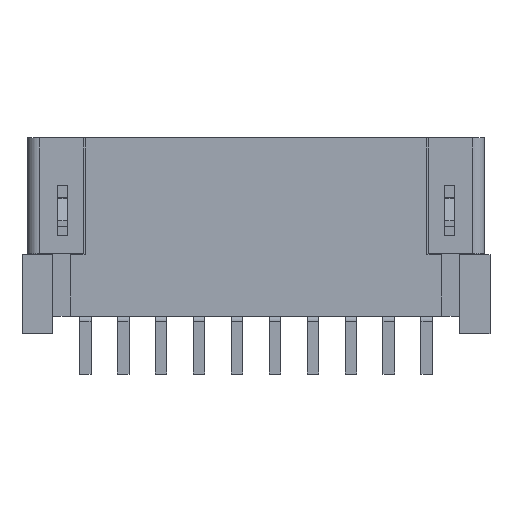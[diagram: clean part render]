
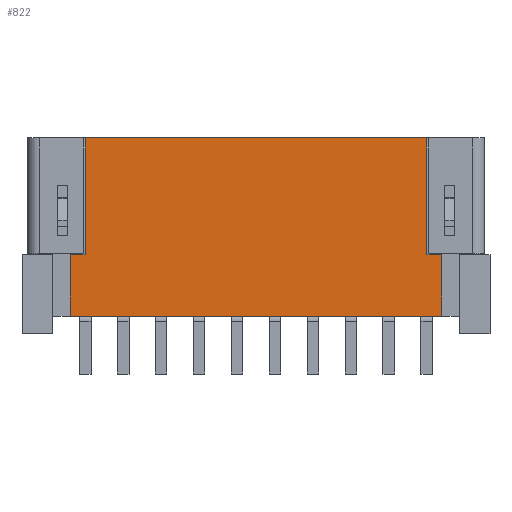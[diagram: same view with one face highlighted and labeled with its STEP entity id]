
A CAD part, top view. The second image highlights one B-rep face of the part: STEP entity #822.
In plain terms, the highlighted planar face has unit normal (0, 0, 1).
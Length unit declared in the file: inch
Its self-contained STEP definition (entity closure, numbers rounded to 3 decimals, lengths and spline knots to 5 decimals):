
#822 = ADVANCED_FACE( '', ( #2179 ), #2180, .F. );
#2179 = FACE_OUTER_BOUND( '', #4119, .T. );
#2180 = PLANE( '', #4120 );
#4119 = EDGE_LOOP( '', ( #6328, #6329, #6330, #6331, #6332, #6333, #6334, #6335 ) );
#4120 = AXIS2_PLACEMENT_3D( '', #6336, #6337, #6338 );
#6328 = ORIENTED_EDGE( '', *, *, #12421, .F. );
#6329 = ORIENTED_EDGE( '', *, *, #12422, .F. );
#6330 = ORIENTED_EDGE( '', *, *, #12423, .F. );
#6331 = ORIENTED_EDGE( '', *, *, #12424, .F. );
#6332 = ORIENTED_EDGE( '', *, *, #12425, .F. );
#6333 = ORIENTED_EDGE( '', *, *, #12426, .T. );
#6334 = ORIENTED_EDGE( '', *, *, #12427, .F. );
#6335 = ORIENTED_EDGE( '', *, *, #12359, .T. );
#6336 = CARTESIAN_POINT( '', ( -0.19285, 0.082, 0.0545 ) );
#6337 = DIRECTION( '', ( 0., 0., -1. ) );
#6338 = DIRECTION( '', ( -1., 0., 0. ) );
#12359 = EDGE_CURVE( '', #15029, #15026, #15030, .T. );
#12421 = EDGE_CURVE( '', #15137, #15026, #15138, .T. );
#12422 = EDGE_CURVE( '', #15139, #15137, #15140, .T. );
#12423 = EDGE_CURVE( '', #15141, #15139, #15142, .T. );
#12424 = EDGE_CURVE( '', #15143, #15141, #15144, .T. );
#12425 = EDGE_CURVE( '', #15145, #15143, #15146, .T. );
#12426 = EDGE_CURVE( '', #15145, #15147, #15148, .T. );
#12427 = EDGE_CURVE( '', #15029, #15147, #15149, .T. );
#15026 = VERTEX_POINT( '', #18923 );
#15029 = VERTEX_POINT( '', #18927 );
#15030 = LINE( '', #18928, #18929 );
#15137 = VERTEX_POINT( '', #19078 );
#15138 = LINE( '', #19079, #19080 );
#15139 = VERTEX_POINT( '', #19081 );
#15140 = LINE( '', #19082, #19083 );
#15141 = VERTEX_POINT( '', #19084 );
#15142 = LINE( '', #19085, #19086 );
#15143 = VERTEX_POINT( '', #19087 );
#15144 = LINE( '', #19088, #19089 );
#15145 = VERTEX_POINT( '', #19090 );
#15146 = LINE( '', #19091, #19092 );
#15147 = VERTEX_POINT( '', #19093 );
#15148 = LINE( '', #19094, #19095 );
#15149 = LINE( '', #19096, #19097 );
#18923 = CARTESIAN_POINT( '', ( -0.19285, 0.018, 0.0545 ) );
#18927 = CARTESIAN_POINT( '', ( -0.19285, 0.082, 0.0545 ) );
#18928 = CARTESIAN_POINT( '', ( -0.19285, 0.082, 0.0545 ) );
#18929 = VECTOR( '', #23975, 39.37008 );
#19078 = CARTESIAN_POINT( '', ( 0.19285, 0.018, 0.0545 ) );
#19079 = CARTESIAN_POINT( '', ( 0.21085, 0.018, 0.0545 ) );
#19080 = VECTOR( '', #24036, 39.37008 );
#19081 = CARTESIAN_POINT( '', ( 0.19285, 0.082, 0.0545 ) );
#19082 = CARTESIAN_POINT( '', ( 0.19285, 0.082, 0.0545 ) );
#19083 = VECTOR( '', #24037, 39.37008 );
#19084 = CARTESIAN_POINT( '', ( 0.17735, 0.082, 0.0545 ) );
#19085 = CARTESIAN_POINT( '', ( -0.19285, 0.082, 0.0545 ) );
#19086 = VECTOR( '', #24038, 39.37008 );
#19087 = CARTESIAN_POINT( '', ( 0.17735, 0.203, 0.0545 ) );
#19088 = CARTESIAN_POINT( '', ( 0.17735, 0.203, 0.0545 ) );
#19089 = VECTOR( '', #24039, 39.37008 );
#19090 = CARTESIAN_POINT( '', ( -0.17735, 0.203, 0.0545 ) );
#19091 = CARTESIAN_POINT( '', ( -0.17735, 0.203, 0.0545 ) );
#19092 = VECTOR( '', #24040, 39.37008 );
#19093 = CARTESIAN_POINT( '', ( -0.17735, 0.082, 0.0545 ) );
#19094 = CARTESIAN_POINT( '', ( -0.17735, 0.203, 0.0545 ) );
#19095 = VECTOR( '', #24041, 39.37008 );
#19096 = CARTESIAN_POINT( '', ( -0.19285, 0.082, 0.0545 ) );
#19097 = VECTOR( '', #24042, 39.37008 );
#23975 = DIRECTION( '', ( 0., -1., 0. ) );
#24036 = DIRECTION( '', ( -1., 0., 0. ) );
#24037 = DIRECTION( '', ( 0., -1., 0. ) );
#24038 = DIRECTION( '', ( 1., 0., 0. ) );
#24039 = DIRECTION( '', ( 0., -1., 0. ) );
#24040 = DIRECTION( '', ( 1., 0., 0. ) );
#24041 = DIRECTION( '', ( 0., -1., 0. ) );
#24042 = DIRECTION( '', ( 1., 0., 0. ) );
